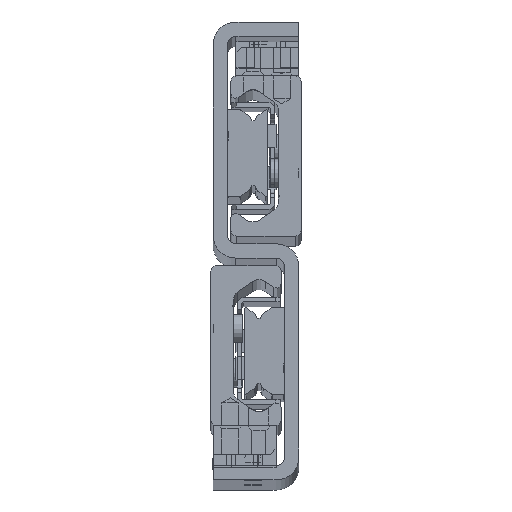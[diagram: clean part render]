
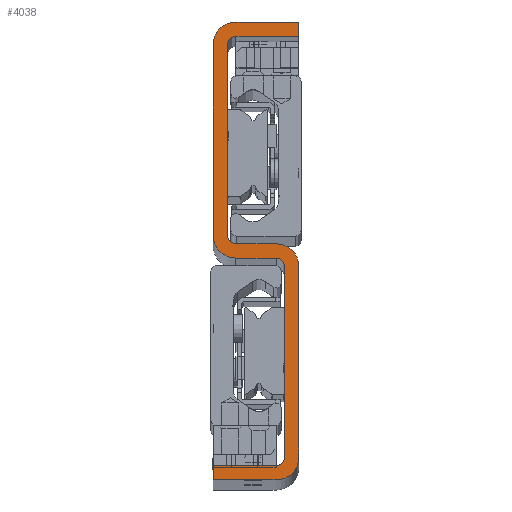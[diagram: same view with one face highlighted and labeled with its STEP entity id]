
A CAD part, top view. The second image highlights one B-rep face of the part: STEP entity #4038.
In plain terms, the highlighted planar face has unit normal (0, 0, 1).
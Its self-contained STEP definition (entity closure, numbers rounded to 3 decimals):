
#3088=CARTESIAN_POINT('',(15.0,80.0,1010.0));
#3089=VERTEX_POINT('',#3088);
#3090=CARTESIAN_POINT('',(15.0,77.5,1010.0));
#3091=VERTEX_POINT('',#3090);
#3092=CARTESIAN_POINT('',(15.0,80.0,1010.0));
#3093=DIRECTION('',(0.0,-1.0,0.0));
#3094=VECTOR('',#3093,2.5);
#3095=LINE('',#3092,#3094);
#3096=EDGE_CURVE('',#3089,#3091,#3095,.T.);
#3128=CARTESIAN_POINT('',(4.,77.5,1010.0));
#3129=VERTEX_POINT('',#3128);
#3130=CARTESIAN_POINT('',(15.0,77.5,1010.0));
#3131=DIRECTION('',(-1.0,0.0,0.0));
#3132=VECTOR('',#3131,11.);
#3133=LINE('',#3130,#3132);
#3134=EDGE_CURVE('',#3091,#3129,#3133,.T.);
#3186=CARTESIAN_POINT('',(2.5,76.0,1010.0));
#3187=VERTEX_POINT('',#3186);
#3188=CARTESIAN_POINT('',(4.,76.0,1010.0));
#3189=DIRECTION('',(0.0,0.0,1.0));
#3190=DIRECTION('',(0.0,-1.0,0.0));
#3191=AXIS2_PLACEMENT_3D('',#3188,#3189,#3190);
#3192=CIRCLE('',#3191,1.5);
#3193=EDGE_CURVE('',#3129,#3187,#3192,.T.);
#3219=CARTESIAN_POINT('',(2.5,42.75,1010.0));
#3220=VERTEX_POINT('',#3219);
#3221=CARTESIAN_POINT('',(2.5,76.0,1010.0));
#3222=DIRECTION('',(0.0,-1.0,0.0));
#3223=VECTOR('',#3222,33.25);
#3224=LINE('',#3221,#3223);
#3225=EDGE_CURVE('',#3187,#3220,#3224,.T.);
#3289=CARTESIAN_POINT('',(4.,41.25,1010.0));
#3290=VERTEX_POINT('',#3289);
#3291=CARTESIAN_POINT('',(4.,42.75,1010.0));
#3292=DIRECTION('',(0.0,0.0,1.0));
#3293=DIRECTION('',(1.0,0.0,0.0));
#3294=AXIS2_PLACEMENT_3D('',#3291,#3292,#3293);
#3295=CIRCLE('',#3294,1.5);
#3296=EDGE_CURVE('',#3220,#3290,#3295,.T.);
#3322=CARTESIAN_POINT('',(11.,41.25,1010.0));
#3323=VERTEX_POINT('',#3322);
#3324=CARTESIAN_POINT('',(4.,41.25,1010.0));
#3325=DIRECTION('',(1.0,0.0,0.0));
#3326=VECTOR('',#3325,7.);
#3327=LINE('',#3324,#3326);
#3328=EDGE_CURVE('',#3290,#3323,#3327,.T.);
#3353=CARTESIAN_POINT('',(15.,37.25,1010.0));
#3354=VERTEX_POINT('',#3353);
#3355=CARTESIAN_POINT('',(11.,37.25,1010.0));
#3356=DIRECTION('',(0.0,0.0,-1.0));
#3357=DIRECTION('',(1.0,0.0,0.0));
#3358=AXIS2_PLACEMENT_3D('',#3355,#3356,#3357);
#3359=CIRCLE('',#3358,4.0);
#3360=EDGE_CURVE('',#3323,#3354,#3359,.T.);
#3386=CARTESIAN_POINT('',(15.,4.,1010.0));
#3387=VERTEX_POINT('',#3386);
#3388=CARTESIAN_POINT('',(15.,37.25,1010.0));
#3389=DIRECTION('',(0.0,-1.0,0.0));
#3390=VECTOR('',#3389,33.25);
#3391=LINE('',#3388,#3390);
#3392=EDGE_CURVE('',#3354,#3387,#3391,.T.);
#3456=CARTESIAN_POINT('',(11.0,0.,1010.0));
#3457=VERTEX_POINT('',#3456);
#3458=CARTESIAN_POINT('',(11.,4.,1010.0));
#3459=DIRECTION('',(0.0,0.0,-1.0));
#3460=DIRECTION('',(0.,-1.,0.0));
#3461=AXIS2_PLACEMENT_3D('',#3458,#3459,#3460);
#3462=CIRCLE('',#3461,4.);
#3463=EDGE_CURVE('',#3387,#3457,#3462,.T.);
#3489=CARTESIAN_POINT('',(0.0,0.0,1010.0));
#3490=VERTEX_POINT('',#3489);
#3491=CARTESIAN_POINT('',(11.0,0.,1010.0));
#3492=DIRECTION('',(-1.0,0.0,0.0));
#3493=VECTOR('',#3492,11.0);
#3494=LINE('',#3491,#3493);
#3495=EDGE_CURVE('',#3457,#3490,#3494,.T.);
#3547=CARTESIAN_POINT('',(0.0,2.5,1010.0));
#3548=VERTEX_POINT('',#3547);
#3549=CARTESIAN_POINT('',(0.0,0.0,1010.0));
#3550=DIRECTION('',(0.0,1.0,0.0));
#3551=VECTOR('',#3550,2.5);
#3552=LINE('',#3549,#3551);
#3553=EDGE_CURVE('',#3490,#3548,#3552,.T.);
#3578=CARTESIAN_POINT('',(11.,2.5,1010.0));
#3579=VERTEX_POINT('',#3578);
#3580=CARTESIAN_POINT('',(0.0,2.5,1010.0));
#3581=DIRECTION('',(1.0,0.0,0.0));
#3582=VECTOR('',#3581,11.);
#3583=LINE('',#3580,#3582);
#3584=EDGE_CURVE('',#3548,#3579,#3583,.T.);
#3636=CARTESIAN_POINT('',(12.5,4.0,1010.0));
#3637=VERTEX_POINT('',#3636);
#3638=CARTESIAN_POINT('',(11.,4.0,1010.0));
#3639=DIRECTION('',(0.0,0.0,1.0));
#3640=DIRECTION('',(0.0,1.0,0.0));
#3641=AXIS2_PLACEMENT_3D('',#3638,#3639,#3640);
#3642=CIRCLE('',#3641,1.5);
#3643=EDGE_CURVE('',#3579,#3637,#3642,.T.);
#3669=CARTESIAN_POINT('',(12.5,37.25,1010.0));
#3670=VERTEX_POINT('',#3669);
#3671=CARTESIAN_POINT('',(12.5,4.0,1010.0));
#3672=DIRECTION('',(0.0,1.0,0.0));
#3673=VECTOR('',#3672,33.25);
#3674=LINE('',#3671,#3673);
#3675=EDGE_CURVE('',#3637,#3670,#3674,.T.);
#3739=CARTESIAN_POINT('',(11.,38.75,1010.0));
#3740=VERTEX_POINT('',#3739);
#3741=CARTESIAN_POINT('',(11.,37.25,1010.0));
#3742=DIRECTION('',(0.0,0.0,1.0));
#3743=DIRECTION('',(-1.0,0.0,0.0));
#3744=AXIS2_PLACEMENT_3D('',#3741,#3742,#3743);
#3745=CIRCLE('',#3744,1.5);
#3746=EDGE_CURVE('',#3670,#3740,#3745,.T.);
#3772=CARTESIAN_POINT('',(4.,38.75,1010.0));
#3773=VERTEX_POINT('',#3772);
#3774=CARTESIAN_POINT('',(11.,38.75,1010.0));
#3775=DIRECTION('',(-1.0,0.0,0.0));
#3776=VECTOR('',#3775,7.);
#3777=LINE('',#3774,#3776);
#3778=EDGE_CURVE('',#3740,#3773,#3777,.T.);
#3803=CARTESIAN_POINT('',(0.0,42.75,1010.0));
#3804=VERTEX_POINT('',#3803);
#3805=CARTESIAN_POINT('',(4.,42.75,1010.0));
#3806=DIRECTION('',(0.0,0.0,-1.0));
#3807=DIRECTION('',(-1.0,0.0,0.0));
#3808=AXIS2_PLACEMENT_3D('',#3805,#3806,#3807);
#3809=CIRCLE('',#3808,4.);
#3810=EDGE_CURVE('',#3773,#3804,#3809,.T.);
#3836=CARTESIAN_POINT('',(0.0,76.0,1010.0));
#3837=VERTEX_POINT('',#3836);
#3838=CARTESIAN_POINT('',(0.0,42.75,1010.0));
#3839=DIRECTION('',(0.0,1.0,0.0));
#3840=VECTOR('',#3839,33.25);
#3841=LINE('',#3838,#3840);
#3842=EDGE_CURVE('',#3804,#3837,#3841,.T.);
#3906=CARTESIAN_POINT('',(4.,80.0,1010.0));
#3907=VERTEX_POINT('',#3906);
#3908=CARTESIAN_POINT('',(4.,76.0,1010.0));
#3909=DIRECTION('',(0.0,0.0,-1.0));
#3910=DIRECTION('',(0.0,1.0,0.0));
#3911=AXIS2_PLACEMENT_3D('',#3908,#3909,#3910);
#3912=CIRCLE('',#3911,4.0);
#3913=EDGE_CURVE('',#3837,#3907,#3912,.T.);
#3939=CARTESIAN_POINT('',(4.,80.0,1010.0));
#3940=DIRECTION('',(1.0,0.0,0.0));
#3941=VECTOR('',#3940,11.);
#3942=LINE('',#3939,#3941);
#3943=EDGE_CURVE('',#3907,#3089,#3942,.T.);
#4011=CARTESIAN_POINT('',(7.5,40.,1010.0));
#4012=DIRECTION('',(0.0,0.0,1.0));
#4013=DIRECTION('',(1.0,0.0,0.0));
#4014=AXIS2_PLACEMENT_3D('',#4011,#4012,#4013);
#4015=PLANE('',#4014);
#4016=ORIENTED_EDGE('',*,*,#3096,.F.);
#4017=ORIENTED_EDGE('',*,*,#3943,.F.);
#4018=ORIENTED_EDGE('',*,*,#3913,.F.);
#4019=ORIENTED_EDGE('',*,*,#3842,.F.);
#4020=ORIENTED_EDGE('',*,*,#3810,.F.);
#4021=ORIENTED_EDGE('',*,*,#3778,.F.);
#4022=ORIENTED_EDGE('',*,*,#3746,.F.);
#4023=ORIENTED_EDGE('',*,*,#3675,.F.);
#4024=ORIENTED_EDGE('',*,*,#3643,.F.);
#4025=ORIENTED_EDGE('',*,*,#3584,.F.);
#4026=ORIENTED_EDGE('',*,*,#3553,.F.);
#4027=ORIENTED_EDGE('',*,*,#3495,.F.);
#4028=ORIENTED_EDGE('',*,*,#3463,.F.);
#4029=ORIENTED_EDGE('',*,*,#3392,.F.);
#4030=ORIENTED_EDGE('',*,*,#3360,.F.);
#4031=ORIENTED_EDGE('',*,*,#3328,.F.);
#4032=ORIENTED_EDGE('',*,*,#3296,.F.);
#4033=ORIENTED_EDGE('',*,*,#3225,.F.);
#4034=ORIENTED_EDGE('',*,*,#3193,.F.);
#4035=ORIENTED_EDGE('',*,*,#3134,.F.);
#4036=EDGE_LOOP('',(#4016,#4017,#4018,#4019,#4020,#4021,#4022,#4023,#4024,#4025,#4026,#4027,#4028,#4029,#4030,#4031,#4032,#4033,#4034,#4035));
#4037=FACE_OUTER_BOUND('',#4036,.T.);
#4038=ADVANCED_FACE('',(#4037),#4015,.T.);
